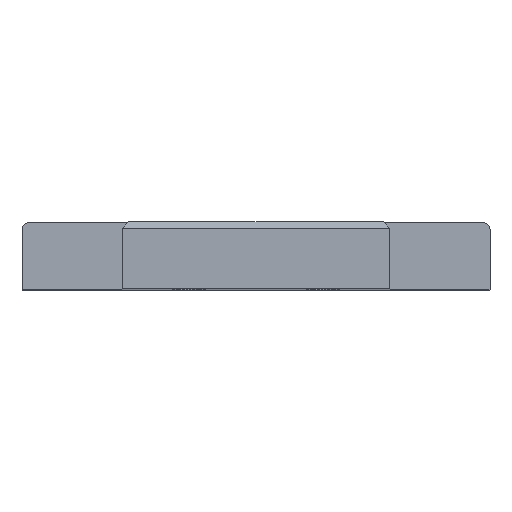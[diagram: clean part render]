
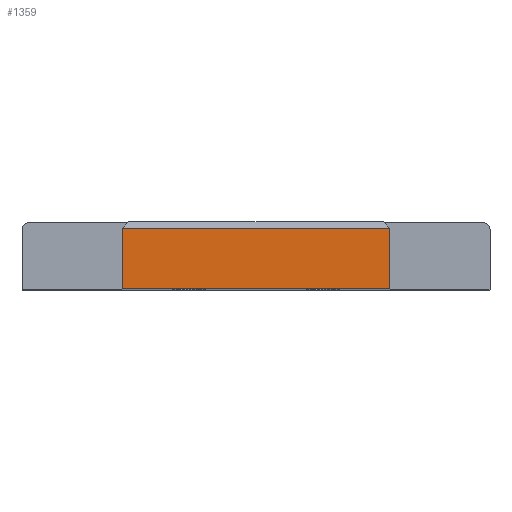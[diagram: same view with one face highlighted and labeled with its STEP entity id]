
A CAD part, top view. The second image highlights one B-rep face of the part: STEP entity #1359.
In plain terms, the highlighted planar face has unit normal (0, 0, 1).
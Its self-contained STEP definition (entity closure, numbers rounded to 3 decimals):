
#43 = DIRECTION ( 'NONE',  ( 0., 0., -1. ) ) ;
#70 = CARTESIAN_POINT ( 'NONE',  ( 40., 9., 0. ) ) ;
#140 = DIRECTION ( 'NONE',  ( 1., 0., 0. ) ) ;
#200 = VERTEX_POINT ( 'NONE', #70 ) ;
#228 = VECTOR ( 'NONE', #1274, 1000. ) ;
#259 = DIRECTION ( 'NONE',  ( 0., -1., 0. ) ) ;
#278 = CARTESIAN_POINT ( 'NONE',  ( 0., 0., 0. ) ) ;
#312 = DIRECTION ( 'NONE',  ( -1., 0., 0. ) ) ;
#333 = VERTEX_POINT ( 'NONE', #998 ) ;
#370 = VECTOR ( 'NONE', #259, 1000. ) ;
#393 = VERTEX_POINT ( 'NONE', #450 ) ;
#441 = ORIENTED_EDGE ( 'NONE', *, *, #1146, .T. ) ;
#450 = CARTESIAN_POINT ( 'NONE',  ( 0., 9., 0. ) ) ;
#522 = CARTESIAN_POINT ( 'NONE',  ( 0., 10., 0. ) ) ;
#549 = LINE ( 'NONE', #278, #1014 ) ;
#684 = VECTOR ( 'NONE', #1161, 1000. ) ;
#719 = EDGE_LOOP ( 'NONE', ( #839, #786, #1297, #441 ) ) ;
#786 = ORIENTED_EDGE ( 'NONE', *, *, #1113, .T. ) ;
#820 = CARTESIAN_POINT ( 'NONE',  ( 0., 10., 0. ) ) ;
#839 = ORIENTED_EDGE ( 'NONE', *, *, #1269, .F. ) ;
#913 = CARTESIAN_POINT ( 'NONE',  ( 40., 10., 0. ) ) ;
#932 = LINE ( 'NONE', #913, #370 ) ;
#988 = AXIS2_PLACEMENT_3D ( 'NONE', #820, #43, #312 ) ;
#998 = CARTESIAN_POINT ( 'NONE',  ( 40., 0., 0. ) ) ;
#1014 = VECTOR ( 'NONE', #140, 1000. ) ;
#1113 = EDGE_CURVE ( 'NONE', #200, #393, #1656, .T. ) ;
#1146 = EDGE_CURVE ( 'NONE', #1253, #333, #549, .T. ) ;
#1161 = DIRECTION ( 'NONE',  ( 0., -1., 0. ) ) ;
#1253 = VERTEX_POINT ( 'NONE', #1584 ) ;
#1269 = EDGE_CURVE ( 'NONE', #200, #333, #932, .T. ) ;
#1274 = DIRECTION ( 'NONE',  ( -1., 0., 0. ) ) ;
#1297 = ORIENTED_EDGE ( 'NONE', *, *, #1576, .T. ) ;
#1359 = ADVANCED_FACE ( 'NONE', ( #1637 ), #1616, .F. ) ;
#1533 = CARTESIAN_POINT ( 'NONE',  ( 0., 9., 0. ) ) ;
#1564 = LINE ( 'NONE', #522, #684 ) ;
#1576 = EDGE_CURVE ( 'NONE', #393, #1253, #1564, .T. ) ;
#1584 = CARTESIAN_POINT ( 'NONE',  ( 0., 0., 0. ) ) ;
#1616 = PLANE ( 'NONE',  #988 ) ;
#1637 = FACE_OUTER_BOUND ( 'NONE', #719, .T. ) ;
#1656 = LINE ( 'NONE', #1533, #228 ) ;
